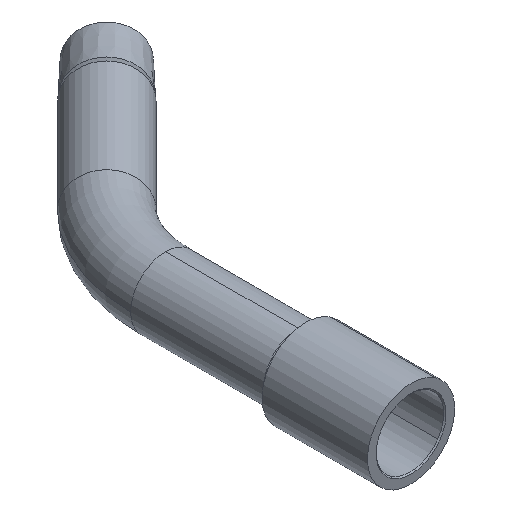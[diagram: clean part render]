
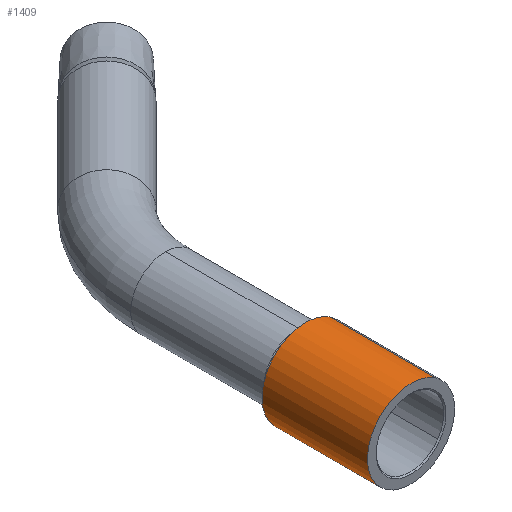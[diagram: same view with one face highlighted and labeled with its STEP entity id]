
A CAD part, isometric view. The second image highlights one B-rep face of the part: STEP entity #1409.
In plain terms, the highlighted cylindrical face has radius 10.75 mm (diameter 21.5 mm), a partial arc.
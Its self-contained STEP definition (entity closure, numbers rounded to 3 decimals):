
#287 = CARTESIAN_POINT ( 'NONE',  ( 10.75, 0., 0. ) ) ;
#288 = CARTESIAN_POINT ( 'NONE',  ( -10.75, 0., 0. ) ) ;
#320 = DIRECTION ( 'NONE',  ( 0., 0., 1. ) ) ;
#321 = VECTOR ( 'NONE', #320, 1000. ) ;
#322 = CARTESIAN_POINT ( 'NONE',  ( 10.75, 0., 0. ) ) ;
#323 = LINE ( 'NONE', #322, #321 ) ;
#353 = CARTESIAN_POINT ( 'NONE',  ( 10.75, 0., -26. ) ) ;
#359 = DIRECTION ( 'NONE',  ( 0., 0., 1. ) ) ;
#360 = VECTOR ( 'NONE', #359, 1000. ) ;
#361 = CARTESIAN_POINT ( 'NONE',  ( -10.75, 0., 0. ) ) ;
#362 = LINE ( 'NONE', #361, #360 ) ;
#380 = DIRECTION ( 'NONE',  ( 1., 0., 0. ) ) ;
#381 = DIRECTION ( 'NONE',  ( 0., 0., 1. ) ) ;
#382 = CARTESIAN_POINT ( 'NONE',  ( 0., 0., 0. ) ) ;
#383 = AXIS2_PLACEMENT_3D ( 'NONE', #382, #381, #380 ) ;
#384 = CIRCLE ( 'NONE', #383, 10.75 ) ;
#408 = CARTESIAN_POINT ( 'NONE',  ( -10.75, 0., -26. ) ) ;
#418 = DIRECTION ( 'NONE',  ( 1., 0., 0. ) ) ;
#419 = DIRECTION ( 'NONE',  ( 0., 0., 1. ) ) ;
#420 = CARTESIAN_POINT ( 'NONE',  ( 0., 0., -26. ) ) ;
#421 = AXIS2_PLACEMENT_3D ( 'NONE', #420, #419, #418 ) ;
#425 = CIRCLE ( 'NONE', #421, 10.75 ) ;
#451 = DIRECTION ( 'NONE',  ( 1., 0., 0. ) ) ;
#452 = DIRECTION ( 'NONE',  ( 0., 0., 1. ) ) ;
#453 = CARTESIAN_POINT ( 'NONE',  ( 0., 0., 0. ) ) ;
#454 = AXIS2_PLACEMENT_3D ( 'NONE', #453, #452, #451 ) ;
#456 = CYLINDRICAL_SURFACE ( 'NONE', #454, 10.75 ) ;
#461 = FACE_OUTER_BOUND ( 'NONE', #1405, .T. ) ;
#1320 = VERTEX_POINT ( 'NONE', #288 ) ;
#1321 = VERTEX_POINT ( 'NONE', #287 ) ;
#1336 = ORIENTED_EDGE ( 'NONE', *, *, #1345, .T. ) ;
#1341 = ORIENTED_EDGE ( 'NONE', *, *, #1392, .T. ) ;
#1345 = EDGE_CURVE ( 'NONE', #1359, #1321, #323, .T. ) ;
#1355 = EDGE_CURVE ( 'NONE', #1361, #1320, #362, .T. ) ;
#1359 = VERTEX_POINT ( 'NONE', #353 ) ;
#1361 = VERTEX_POINT ( 'NONE', #408 ) ;
#1378 = EDGE_CURVE ( 'NONE', #1320, #1321, #384, .T. ) ;
#1392 = EDGE_CURVE ( 'NONE', #1361, #1359, #425, .T. ) ;
#1405 = EDGE_LOOP ( 'NONE', ( #1406, #1341, #1336, #1588 ) ) ;
#1406 = ORIENTED_EDGE ( 'NONE', *, *, #1355, .F. ) ;
#1409 = ADVANCED_FACE ( 'NONE', ( #461 ), #456, .T. ) ;
#1588 = ORIENTED_EDGE ( 'NONE', *, *, #1378, .F. ) ;
